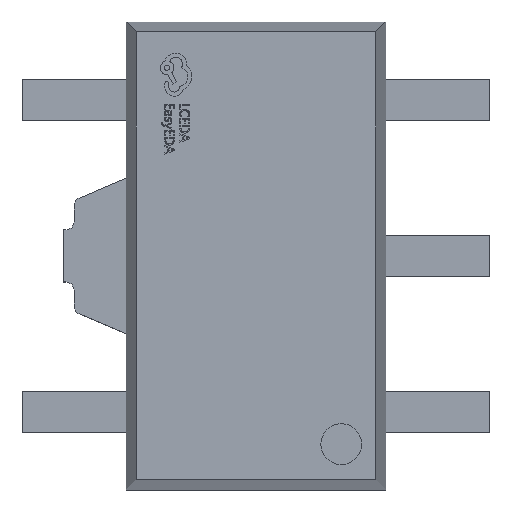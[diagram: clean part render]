
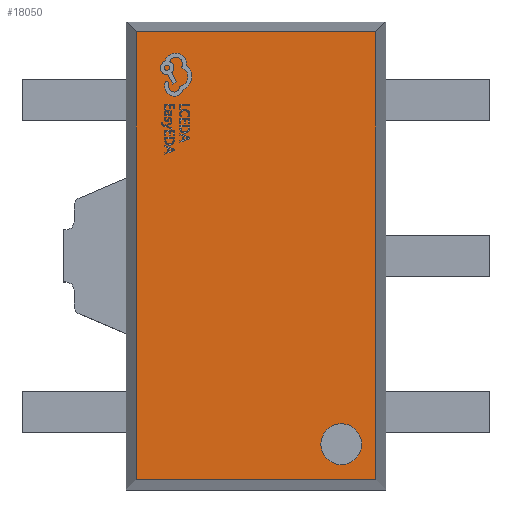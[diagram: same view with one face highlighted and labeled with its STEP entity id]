
A CAD part, top view. The second image highlights one B-rep face of the part: STEP entity #18050.
In plain terms, the highlighted planar face has unit normal (0, 0, 1).
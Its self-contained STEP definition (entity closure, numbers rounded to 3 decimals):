
#70 = DIRECTION ( 'NONE',  ( 0., 1., 0. ) ) ;
#104 = PLANE ( 'NONE',  #14729 ) ;
#214 = DIRECTION ( 'NONE',  ( 0., 0., -1. ) ) ;
#447 = CIRCLE ( 'NONE', #14192, 0.197 ) ;
#639 = ORIENTED_EDGE ( 'NONE', *, *, #9559, .F. ) ;
#852 = AXIS2_PLACEMENT_3D ( 'NONE', #15564, #2791, #6004 ) ;
#921 = EDGE_CURVE ( 'NONE', #14762, #12767, #16216, .T. ) ;
#1192 = CARTESIAN_POINT ( 'NONE',  ( 0.82, -1.812, 0. ) ) ;
#1616 = CARTESIAN_POINT ( 'NONE',  ( 0., 0., 0. ) ) ;
#2791 = DIRECTION ( 'NONE',  ( 0., 0., 1. ) ) ;
#3093 = CARTESIAN_POINT ( 'NONE',  ( 1.154, 2.25, 0. ) ) ;
#3117 = EDGE_CURVE ( 'NONE', #4407, #15378, #447, .T. ) ;
#3350 = VERTEX_POINT ( 'NONE', #12024 ) ;
#4275 = EDGE_CURVE ( 'NONE', #15878, #14762, #10555, .T. ) ;
#4407 = VERTEX_POINT ( 'NONE', #15636 ) ;
#4830 = FACE_OUTER_BOUND ( 'NONE', #7314, .T. ) ;
#4964 = VECTOR ( 'NONE', #12112, 1000. ) ;
#5040 = VECTOR ( 'NONE', #16230, 1000. ) ;
#5361 = DIRECTION ( 'NONE',  ( 1., 0., 0. ) ) ;
#5422 = CARTESIAN_POINT ( 'NONE',  ( -1.25, 2.154, 0. ) ) ;
#5806 = ORIENTED_EDGE ( 'NONE', *, *, #921, .T. ) ;
#5977 = DIRECTION ( 'NONE',  ( -1., 0., 0. ) ) ;
#6004 = DIRECTION ( 'NONE',  ( 1., 0., 0. ) ) ;
#6617 = CARTESIAN_POINT ( 'NONE',  ( 1.154, -2.154, 0. ) ) ;
#6761 = ORIENTED_EDGE ( 'NONE', *, *, #3117, .F. ) ;
#7142 = LINE ( 'NONE', #3093, #18223 ) ;
#7314 = EDGE_LOOP ( 'NONE', ( #16555, #5806, #12690, #13786 ) ) ;
#7824 = CARTESIAN_POINT ( 'NONE',  ( -1.154, -2.154, 0. ) ) ;
#9259 = CIRCLE ( 'NONE', #852, 0.197 ) ;
#9559 = EDGE_CURVE ( 'NONE', #15378, #4407, #9259, .T. ) ;
#9564 = CARTESIAN_POINT ( 'NONE',  ( 0.623, -1.812, 0. ) ) ;
#10555 = LINE ( 'NONE', #13529, #5040 ) ;
#12024 = CARTESIAN_POINT ( 'NONE',  ( 1.154, 2.154, 0. ) ) ;
#12112 = DIRECTION ( 'NONE',  ( 1., 0., 0. ) ) ;
#12304 = DIRECTION ( 'NONE',  ( -1., 0., 0. ) ) ;
#12690 = ORIENTED_EDGE ( 'NONE', *, *, #15979, .T. ) ;
#12767 = VERTEX_POINT ( 'NONE', #6617 ) ;
#12929 = FACE_BOUND ( 'NONE', #13540, .T. ) ;
#13529 = CARTESIAN_POINT ( 'NONE',  ( -1.154, -2.25, 0. ) ) ;
#13540 = EDGE_LOOP ( 'NONE', ( #6761, #639 ) ) ;
#13786 = ORIENTED_EDGE ( 'NONE', *, *, #15665, .T. ) ;
#14192 = AXIS2_PLACEMENT_3D ( 'NONE', #1192, #18270, #5361 ) ;
#14386 = VECTOR ( 'NONE', #12304, 1000. ) ;
#14729 = AXIS2_PLACEMENT_3D ( 'NONE', #1616, #214, #5977 ) ;
#14762 = VERTEX_POINT ( 'NONE', #7824 ) ;
#15007 = LINE ( 'NONE', #5422, #14386 ) ;
#15048 = CARTESIAN_POINT ( 'NONE',  ( -1.154, 2.154, 0. ) ) ;
#15378 = VERTEX_POINT ( 'NONE', #9564 ) ;
#15564 = CARTESIAN_POINT ( 'NONE',  ( 0.82, -1.812, 0. ) ) ;
#15636 = CARTESIAN_POINT ( 'NONE',  ( 1.017, -1.812, 0. ) ) ;
#15665 = EDGE_CURVE ( 'NONE', #3350, #15878, #15007, .T. ) ;
#15878 = VERTEX_POINT ( 'NONE', #15048 ) ;
#15979 = EDGE_CURVE ( 'NONE', #12767, #3350, #7142, .T. ) ;
#16216 = LINE ( 'NONE', #17621, #4964 ) ;
#16230 = DIRECTION ( 'NONE',  ( 0., -1., 0. ) ) ;
#16555 = ORIENTED_EDGE ( 'NONE', *, *, #4275, .T. ) ;
#17621 = CARTESIAN_POINT ( 'NONE',  ( 1.25, -2.154, 0. ) ) ;
#18050 = ADVANCED_FACE ( 'NONE', ( #12929, #4830 ), #104, .F. ) ;
#18223 = VECTOR ( 'NONE', #70, 1000. ) ;
#18270 = DIRECTION ( 'NONE',  ( 0., 0., 1. ) ) ;
